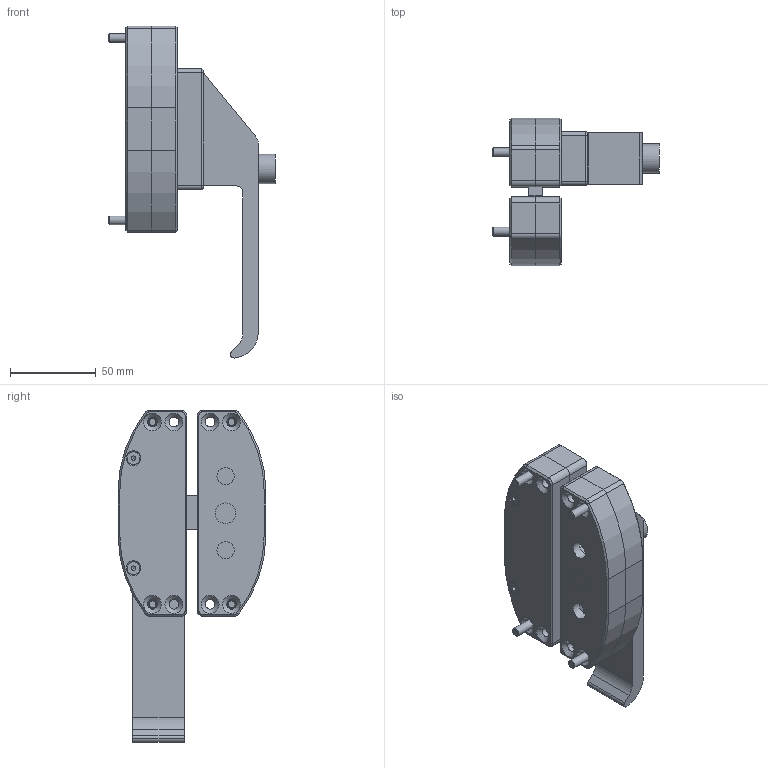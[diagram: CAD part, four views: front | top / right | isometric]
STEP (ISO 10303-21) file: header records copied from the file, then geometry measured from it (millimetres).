
FILE_DESCRIPTION((''),'2;1');
FILE_NAME('SZ8018S_A.stp','2013-09-03T13:38:34',('janine behrens'),(''),'Autodesk Inventor 2012','Autodesk Inventor 2012','');
FILE_SCHEMA(('AUTOMOTIVE_DESIGN { 1 0 10303 214 1 1 1 1 }'));
Length unit declared in the file: millimetre
Products named in the file (12): SZ8018S_A; ME7804481_A; ME7804482_A; ME8100019_A; ME8100018_A; ME2108083_A; ME8100017_A; ME8100020_A; MK8100110_A; DIN EN ISO 10642 M4  x  25; DIN EN ISO 10642 M5  x  20; DIN EN ISO 10642 M5  x  40
Assembly tree (20 placements, depth 2):
  SZ8018S_A
    ME7804481_A  x2
    ME7804482_A  x2
    ME8100019_A
    ME8100018_A
    ME2108083_A
    ME8100017_A
    ME8100020_A
    MK8100110_A
    DIN EN ISO 10642 M4  x  25  x4
    DIN EN ISO 10642 M5  x  20  x2
    DIN EN ISO 10642 M5  x  40  x4
Bounding box: 97 x 86 x 193.04 mm (x, y, z)
Volume: 303078.9 mm3; surface area: 100984.6 mm2
Topology: 21 solids, 21 shells, 430 faces, 1048 edges, 672 vertices
Faces by surface type: plane 206, cylinder 142, cone 78, bspline 4
Full cylindrical faces by diameter (mm): 3.242 x4, 4 x4, 4.134 x2, 4.5 x4, 5 x6, 5.5 x16, 6 x2, 7.53 x4, 9.43 x6, 10 x7, 11.5 x1, 12 x5, 17 x1, 18 x1, 20 x4
Entity records: 7541 total; most frequent: CARTESIAN_POINT 1516, DIRECTION 1259, ORIENTED_EDGE 1036, EDGE_CURVE 518, AXIS2_PLACEMENT_3D 486, VERTEX_POINT 365, EDGE_LOOP 355, VECTOR 287
